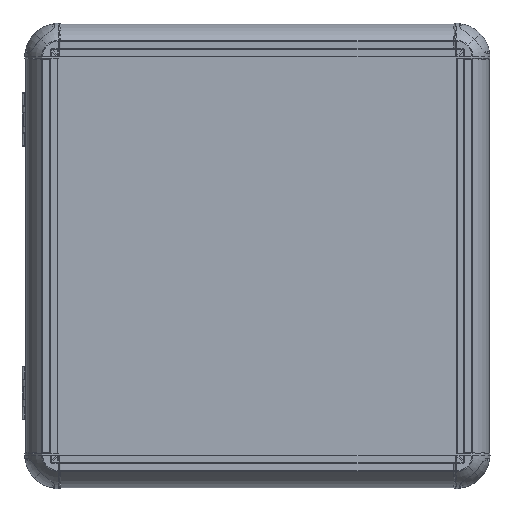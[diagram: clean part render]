
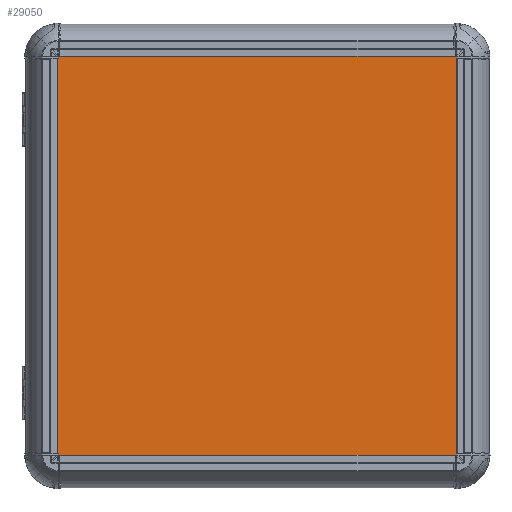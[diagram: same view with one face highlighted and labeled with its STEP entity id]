
A CAD part, top view. The second image highlights one B-rep face of the part: STEP entity #29050.
In plain terms, the highlighted planar face has unit normal (0, 0, 1).
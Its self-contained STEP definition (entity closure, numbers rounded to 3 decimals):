
#242 = DIRECTION ( 'NONE',  ( 1., 0., 0. ) ) ;
#6436 = AXIS2_PLACEMENT_3D ( 'NONE', #137870, #94524, #242 ) ;
#14863 = VERTEX_POINT ( 'NONE', #29197 ) ;
#15967 = VERTEX_POINT ( 'NONE', #72581 ) ;
#16879 = VECTOR ( 'NONE', #81580, 1000. ) ;
#22780 = CARTESIAN_POINT ( 'NONE',  ( 150., -150., 2. ) ) ;
#29050 = ADVANCED_FACE ( 'NONE', ( #70604 ), #116198, .T. ) ;
#29197 = CARTESIAN_POINT ( 'NONE',  ( 150., 150., 2. ) ) ;
#32602 = VECTOR ( 'NONE', #59116, 1000. ) ;
#37346 = LINE ( 'NONE', #104065, #32602 ) ;
#48405 = ORIENTED_EDGE ( 'NONE', *, *, #143531, .T. ) ;
#50576 = VECTOR ( 'NONE', #88103, 1000. ) ;
#56640 = EDGE_LOOP ( 'NONE', ( #48405, #79049, #96583, #83646 ) ) ;
#58854 = EDGE_CURVE ( 'NONE', #96336, #81720, #107737, .T. ) ;
#59116 = DIRECTION ( 'NONE',  ( -1., 0., 0. ) ) ;
#59874 = CARTESIAN_POINT ( 'NONE',  ( -150., -150., 2. ) ) ;
#59877 = EDGE_CURVE ( 'NONE', #15967, #96336, #68595, .T. ) ;
#65597 = LINE ( 'NONE', #143324, #50576 ) ;
#67106 = DIRECTION ( 'NONE',  ( 0., -1., 0. ) ) ;
#68595 = LINE ( 'NONE', #79817, #81925 ) ;
#70604 = FACE_OUTER_BOUND ( 'NONE', #56640, .T. ) ;
#72581 = CARTESIAN_POINT ( 'NONE',  ( -150., 150., 2. ) ) ;
#79049 = ORIENTED_EDGE ( 'NONE', *, *, #92164, .T. ) ;
#79817 = CARTESIAN_POINT ( 'NONE',  ( -150., 150., 2. ) ) ;
#81580 = DIRECTION ( 'NONE',  ( 1., 0., 0. ) ) ;
#81720 = VERTEX_POINT ( 'NONE', #22780 ) ;
#81925 = VECTOR ( 'NONE', #67106, 1000. ) ;
#83646 = ORIENTED_EDGE ( 'NONE', *, *, #58854, .T. ) ;
#88103 = DIRECTION ( 'NONE',  ( 0., 1., 0. ) ) ;
#92164 = EDGE_CURVE ( 'NONE', #14863, #15967, #37346, .T. ) ;
#94524 = DIRECTION ( 'NONE',  ( 0., 0., 1. ) ) ;
#96336 = VERTEX_POINT ( 'NONE', #97310 ) ;
#96583 = ORIENTED_EDGE ( 'NONE', *, *, #59877, .T. ) ;
#97310 = CARTESIAN_POINT ( 'NONE',  ( -150., -150., 2. ) ) ;
#104065 = CARTESIAN_POINT ( 'NONE',  ( -150., 150., 2. ) ) ;
#107737 = LINE ( 'NONE', #59874, #16879 ) ;
#116198 = PLANE ( 'NONE',  #6436 ) ;
#137870 = CARTESIAN_POINT ( 'NONE',  ( 0., 0., 2. ) ) ;
#143324 = CARTESIAN_POINT ( 'NONE',  ( 150., 150., 2. ) ) ;
#143531 = EDGE_CURVE ( 'NONE', #81720, #14863, #65597, .T. ) ;
